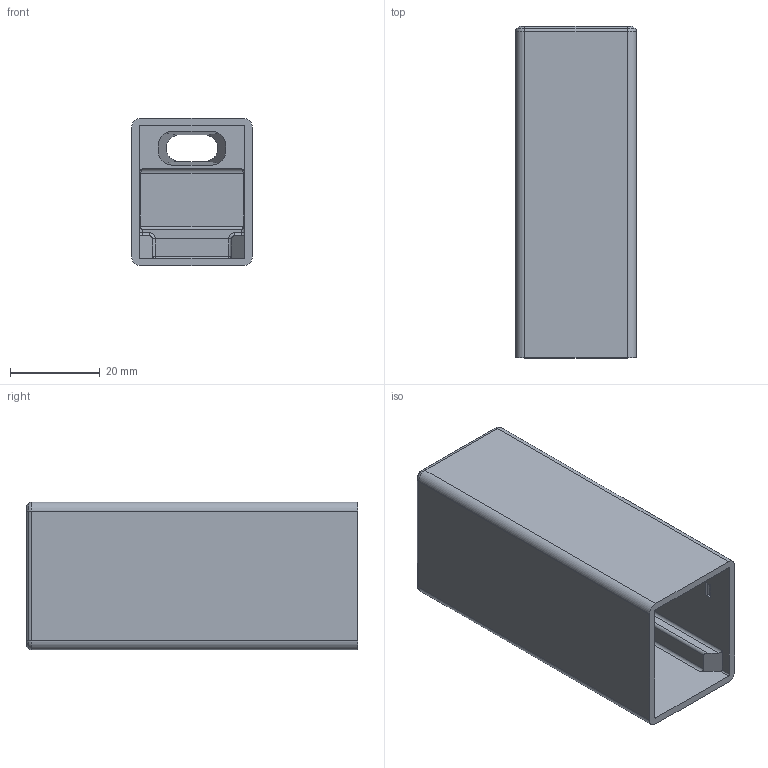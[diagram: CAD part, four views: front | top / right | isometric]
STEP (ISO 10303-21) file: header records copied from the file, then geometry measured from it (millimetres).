
FILE_DESCRIPTION(/* description */ ('STEP AP242 Edition 2','CAx-IF Rec.Pracs.---Representation and Presentation of Product Manufacturing Information (PMI)---4.0---2014-10-13','CAx-IF Rec.Pracs.---3D Tessellated Geometry---0.4---2014-09-14','2;1','CAx-IF Rec.Pracs.---User Defined Attributes---1.5---2016-08-15'),/* implementation_level */ '2;1');
FILE_NAME(/* name */ 'Boron404XCase',/* author */ (''),/* organization */ (''));
FILE_SCHEMA (('AP242_MANAGED_MODEL_BASED_3D_ENGINEERING_MIM_LF { 1 0 10303 442 3 1 4 }'));
Length unit declared in the file: metre
Products named in the file (2): Assembly 1; Case
Assembly tree (1 placements, depth 2):
  Assembly 1
    Case
Bounding box: 26.8 x 73.8 x 32.8 mm (x, y, z)
Volume: 19165.3 mm3; surface area: 18020.4 mm2
Topology: 1 solids, 1 shells, 114 faces, 285 edges, 168 vertices
Faces by surface type: plane 51, cylinder 43, torus 8, bspline 6, cone 4, sphere 2
Entity records: 3435 total; most frequent: CARTESIAN_POINT 676, DIRECTION 599, ORIENTED_EDGE 554, EDGE_CURVE 277, AXIS2_PLACEMENT_3D 216, VERTEX_POINT 168, LINE 167, VECTOR 167
